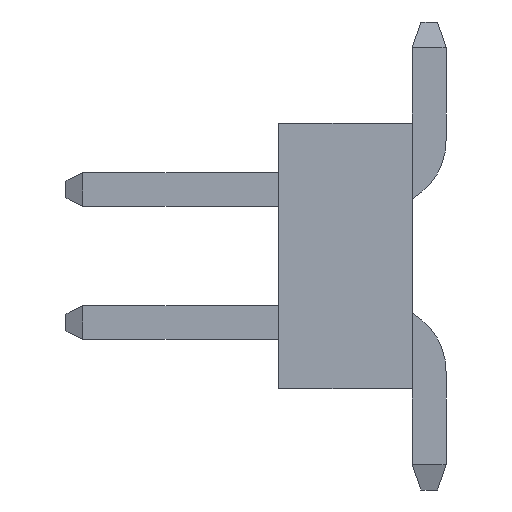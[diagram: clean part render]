
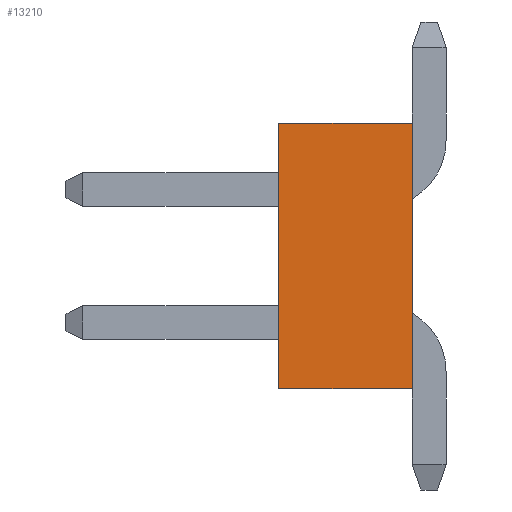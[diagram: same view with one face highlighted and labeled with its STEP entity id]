
A CAD part, left-side view. The second image highlights one B-rep face of the part: STEP entity #13210.
In plain terms, the highlighted planar face has unit normal (-1, 0, 0).
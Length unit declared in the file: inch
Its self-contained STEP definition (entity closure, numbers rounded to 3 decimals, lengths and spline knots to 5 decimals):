
#3232=ORIENTED_EDGE('',*,*,#5400,.T.);
#3233=ORIENTED_EDGE('',*,*,#5401,.F.);
#3234=ORIENTED_EDGE('',*,*,#5402,.F.);
#3235=ORIENTED_EDGE('',*,*,#5403,.T.);
#5400=EDGE_CURVE('',#6668,#6669,#8300,.T.);
#5401=EDGE_CURVE('',#6670,#6669,#8301,.T.);
#5402=EDGE_CURVE('',#6671,#6670,#8302,.T.);
#5403=EDGE_CURVE('',#6671,#6668,#8303,.T.);
#6668=VERTEX_POINT('',#20636);
#6669=VERTEX_POINT('',#20637);
#6670=VERTEX_POINT('',#20639);
#6671=VERTEX_POINT('',#20641);
#8300=LINE('',#20635,#10040);
#8301=LINE('',#20638,#10041);
#8302=LINE('',#20640,#10042);
#8303=LINE('',#20642,#10043);
#10040=VECTOR('',#17019,39.37008);
#10041=VECTOR('',#17020,39.37008);
#10042=VECTOR('',#17021,39.37008);
#10043=VECTOR('',#17022,39.37008);
#10992=EDGE_LOOP('',(#3232,#3233,#3234,#3235));
#11782=FACE_BOUND('',#10992,.T.);
#12496=PLANE('',#14068);
#13210=ADVANCED_FACE('',(#11782),#12496,.F.);
#14068=AXIS2_PLACEMENT_3D('',#20634,#17017,#17018);
#17017=DIRECTION('',(1.,0.,0.));
#17018=DIRECTION('',(0.,0.,-1.));
#17019=DIRECTION('',(0.,0.,1.));
#17020=DIRECTION('',(0.,-1.,0.));
#17021=DIRECTION('',(0.,0.,1.));
#17022=DIRECTION('',(0.,-1.,0.));
#20634=CARTESIAN_POINT('',(-0.51181,0.079,-0.0785));
#20635=CARTESIAN_POINT('',(-0.51181,0.,-0.0785));
#20636=CARTESIAN_POINT('',(-0.51181,0.,-0.0785));
#20637=CARTESIAN_POINT('',(-0.51181,0.,0.0785));
#20638=CARTESIAN_POINT('',(-0.51181,0.079,0.0785));
#20639=CARTESIAN_POINT('',(-0.51181,0.079,0.0785));
#20640=CARTESIAN_POINT('',(-0.51181,0.079,-0.0785));
#20641=CARTESIAN_POINT('',(-0.51181,0.079,-0.0785));
#20642=CARTESIAN_POINT('',(-0.51181,0.079,-0.0785));
